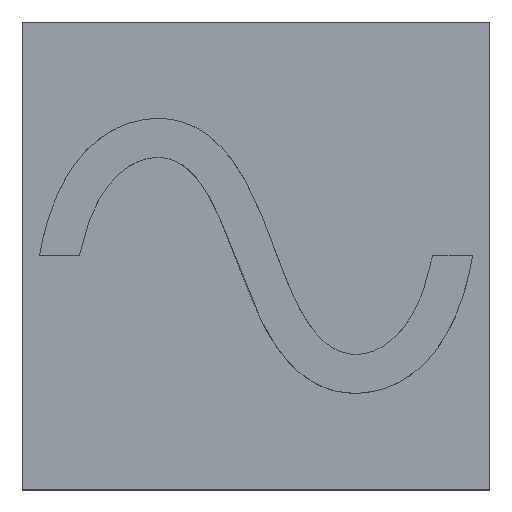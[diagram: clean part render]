
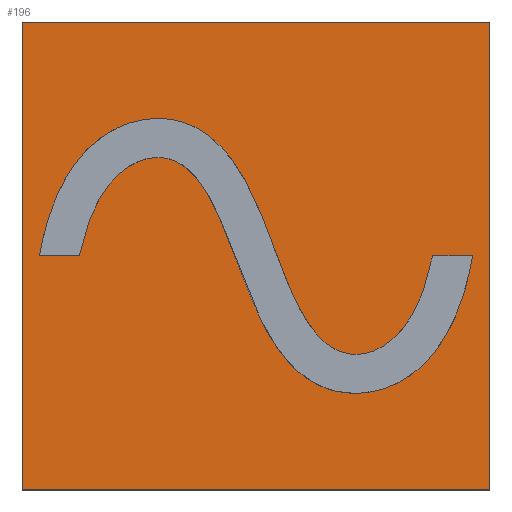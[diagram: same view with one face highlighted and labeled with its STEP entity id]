
A CAD part, top view. The second image highlights one B-rep face of the part: STEP entity #196.
In plain terms, the highlighted planar face has unit normal (0, 0, 1).
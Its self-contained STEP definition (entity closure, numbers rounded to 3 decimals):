
#14=FACE_BOUND('',#42,.T.);
#15=B_SPLINE_CURVE_WITH_KNOTS('',3,(#322,#323,#324,#325,#326,#327,#328,
#329,#330,#331,#332,#333,#334,#335,#336,#337,#338,#339,#340,#341,#342,#343,
#344,#345,#346),.UNSPECIFIED.,.F.,.F.,(4,3,3,3,3,3,3,3,4),(0.,0.009,
0.168,0.303,0.427,0.586,
0.716,0.944,1.005),.UNSPECIFIED.);
#17=B_SPLINE_CURVE_WITH_KNOTS('',3,(#430,#431,#432,#433,#434,#435,#436,
#437,#438,#439,#440,#441,#442,#443,#444,#445,#446,#447,#448,#449,#450,#451,
#452,#453,#454),.UNSPECIFIED.,.F.,.F.,(4,3,3,3,3,3,3,3,4),(-1.009,
-1.,-0.989,-0.825,-0.689,-0.56,
-0.383,-0.211,-0.004),
 .UNSPECIFIED.);
#30=FACE_OUTER_BOUND('',#41,.T.);
#41=EDGE_LOOP('',(#160,#161,#162,#163));
#42=EDGE_LOOP('',(#164,#165,#166,#167));
#44=LINE('',#265,#64);
#49=LINE('',#376,#69);
#52=LINE('',#484,#72);
#56=LINE('',#492,#76);
#59=LINE('',#498,#79);
#62=LINE('',#503,#82);
#64=VECTOR('',#225,10.);
#69=VECTOR('',#232,10.);
#72=VECTOR('',#239,10.);
#76=VECTOR('',#245,10.);
#79=VECTOR('',#250,10.);
#82=VECTOR('',#255,10.);
#84=VERTEX_POINT('',#263);
#85=VERTEX_POINT('',#264);
#88=VERTEX_POINT('',#321);
#90=VERTEX_POINT('',#375);
#92=VERTEX_POINT('',#482);
#93=VERTEX_POINT('',#483);
#96=VERTEX_POINT('',#491);
#98=VERTEX_POINT('',#497);
#100=EDGE_CURVE('',#84,#85,#44,.T.);
#104=EDGE_CURVE('',#85,#88,#15,.T.);
#107=EDGE_CURVE('',#88,#90,#49,.T.);
#110=EDGE_CURVE('',#90,#84,#17,.T.);
#112=EDGE_CURVE('',#92,#93,#52,.T.);
#116=EDGE_CURVE('',#96,#92,#56,.T.);
#119=EDGE_CURVE('',#98,#96,#59,.T.);
#122=EDGE_CURVE('',#93,#98,#62,.T.);
#160=ORIENTED_EDGE('',*,*,#122,.F.);
#161=ORIENTED_EDGE('',*,*,#112,.F.);
#162=ORIENTED_EDGE('',*,*,#116,.F.);
#163=ORIENTED_EDGE('',*,*,#119,.F.);
#164=ORIENTED_EDGE('',*,*,#100,.T.);
#165=ORIENTED_EDGE('',*,*,#104,.T.);
#166=ORIENTED_EDGE('',*,*,#107,.T.);
#167=ORIENTED_EDGE('',*,*,#110,.T.);
#179=PLANE('',#219);
#196=ADVANCED_FACE('',(#30,#14),#179,.T.);
#219=AXIS2_PLACEMENT_3D('',#505,#257,#258);
#225=DIRECTION('',(-1.,0.,0.));
#232=DIRECTION('',(1.,0.,0.));
#239=DIRECTION('',(0.,1.,0.));
#245=DIRECTION('',(-1.,0.,0.));
#250=DIRECTION('',(0.,-1.,0.));
#255=DIRECTION('',(1.,0.,0.));
#257=DIRECTION('center_axis',(0.,0.,1.));
#258=DIRECTION('ref_axis',(1.,0.,0.));
#263=CARTESIAN_POINT('',(-4.491,0.,0.));
#264=CARTESIAN_POINT('',(-5.508,0.,0.));
#265=CARTESIAN_POINT('',(-2.754,0.,0.));
#321=CARTESIAN_POINT('',(4.491,0.,0.));
#322=CARTESIAN_POINT('Ctrl Pts',(-5.508,0.,0.));
#323=CARTESIAN_POINT('Ctrl Pts',(-5.503,0.03,0.));
#324=CARTESIAN_POINT('Ctrl Pts',(-5.497,0.061,0.));
#325=CARTESIAN_POINT('Ctrl Pts',(-5.492,0.091,0.));
#326=CARTESIAN_POINT('Ctrl Pts',(-5.253,1.383,0.));
#327=CARTESIAN_POINT('Ctrl Pts',(-4.761,2.38,0.));
#328=CARTESIAN_POINT('Ctrl Pts',(-3.994,2.969,0.));
#329=CARTESIAN_POINT('Ctrl Pts',(-3.346,3.467,0.));
#330=CARTESIAN_POINT('Ctrl Pts',(-2.49,3.649,0.));
#331=CARTESIAN_POINT('Ctrl Pts',(-1.738,3.359,0.));
#332=CARTESIAN_POINT('Ctrl Pts',(-1.044,3.091,0.));
#333=CARTESIAN_POINT('Ctrl Pts',(-0.537,2.452,0.));
#334=CARTESIAN_POINT('Ctrl Pts',(-0.167,1.715,0.));
#335=CARTESIAN_POINT('Ctrl Pts',(0.306,0.775,0.));
#336=CARTESIAN_POINT('Ctrl Pts',(0.619,-0.357,0.));
#337=CARTESIAN_POINT('Ctrl Pts',(1.023,-1.181,0.));
#338=CARTESIAN_POINT('Ctrl Pts',(1.355,-1.858,0.));
#339=CARTESIAN_POINT('Ctrl Pts',(1.735,-2.279,0.));
#340=CARTESIAN_POINT('Ctrl Pts',(2.122,-2.427,0.));
#341=CARTESIAN_POINT('Ctrl Pts',(2.798,-2.684,0.));
#342=CARTESIAN_POINT('Ctrl Pts',(3.654,-2.307,0.));
#343=CARTESIAN_POINT('Ctrl Pts',(4.159,-1.131,0.));
#344=CARTESIAN_POINT('Ctrl Pts',(4.295,-0.814,0.));
#345=CARTESIAN_POINT('Ctrl Pts',(4.408,-0.436,0.));
#346=CARTESIAN_POINT('Ctrl Pts',(4.491,0.,0.));
#375=CARTESIAN_POINT('',(5.508,0.,0.));
#376=CARTESIAN_POINT('',(2.754,0.,0.));
#430=CARTESIAN_POINT('Ctrl Pts',(5.508,0.,
0.));
#431=CARTESIAN_POINT('Ctrl Pts',(5.503,-0.029,0.));
#432=CARTESIAN_POINT('Ctrl Pts',(5.497,-0.059,0.));
#433=CARTESIAN_POINT('Ctrl Pts',(5.492,-0.088,0.));
#434=CARTESIAN_POINT('Ctrl Pts',(5.476,-0.177,0.));
#435=CARTESIAN_POINT('Ctrl Pts',(5.459,-0.265,0.));
#436=CARTESIAN_POINT('Ctrl Pts',(5.441,-0.35,0.));
#437=CARTESIAN_POINT('Ctrl Pts',(5.167,-1.639,0.));
#438=CARTESIAN_POINT('Ctrl Pts',(4.612,-2.619,0.));
#439=CARTESIAN_POINT('Ctrl Pts',(3.777,-3.134,0.));
#440=CARTESIAN_POINT('Ctrl Pts',(3.082,-3.561,0.));
#441=CARTESIAN_POINT('Ctrl Pts',(2.19,-3.627,0.));
#442=CARTESIAN_POINT('Ctrl Pts',(1.473,-3.224,0.));
#443=CARTESIAN_POINT('Ctrl Pts',(0.794,-2.842,0.));
#444=CARTESIAN_POINT('Ctrl Pts',(0.335,-2.113,0.));
#445=CARTESIAN_POINT('Ctrl Pts',(-0.019,-1.312,
0.));
#446=CARTESIAN_POINT('Ctrl Pts',(-0.503,-0.217,
0.));
#447=CARTESIAN_POINT('Ctrl Pts',(-0.856,1.033,0.));
#448=CARTESIAN_POINT('Ctrl Pts',(-1.337,1.747,0.));
#449=CARTESIAN_POINT('Ctrl Pts',(-1.808,2.444,0.));
#450=CARTESIAN_POINT('Ctrl Pts',(-2.317,2.617,0.));
#451=CARTESIAN_POINT('Ctrl Pts',(-2.886,2.439,0.));
#452=CARTESIAN_POINT('Ctrl Pts',(-3.569,2.227,0.));
#453=CARTESIAN_POINT('Ctrl Pts',(-4.202,1.456,0.));
#454=CARTESIAN_POINT('Ctrl Pts',(-4.491,0.,
0.));
#482=CARTESIAN_POINT('',(-5.95,-5.95,0.));
#483=CARTESIAN_POINT('',(-5.95,5.95,0.));
#484=CARTESIAN_POINT('',(-5.95,-5.95,0.));
#491=CARTESIAN_POINT('',(5.95,-5.95,0.));
#492=CARTESIAN_POINT('',(5.95,-5.95,0.));
#497=CARTESIAN_POINT('',(5.95,5.95,0.));
#498=CARTESIAN_POINT('',(5.95,5.95,0.));
#503=CARTESIAN_POINT('',(-5.95,5.95,0.));
#505=CARTESIAN_POINT('Origin',(0.,0.,0.));
